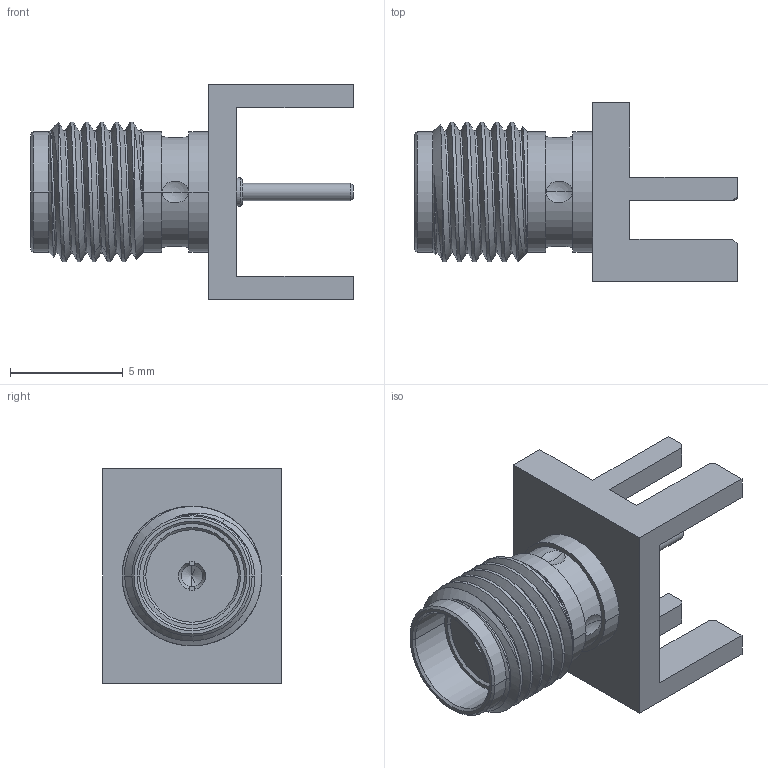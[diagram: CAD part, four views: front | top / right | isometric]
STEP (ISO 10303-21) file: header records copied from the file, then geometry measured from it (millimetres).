
FILE_DESCRIPTION((''),'2;1');
FILE_NAME('SMA6251A1-122-3GT50G-_SW0001','2020-01-13T',('Krishnaprasath'),(''),'CREO PARAMETRIC BY PTC INC, 2018360','CREO PARAMETRIC BY PTC INC, 2018360','');
FILE_SCHEMA(('CONFIG_CONTROL_DESIGN'));
Length unit declared in the file: millimetre
Products named in the file (1): SMA6251A1-122-3GT50G-_SW0001
Bounding box: 14.28 x 7.92 x 9.52 mm (x, y, z)
Volume: 281.8 mm3; surface area: 544.2 mm2
Topology: 1 solids, 1 shells, 104 faces, 267 edges, 166 vertices
Faces by surface type: plane 40, cylinder 28, cone 20, sphere 8, bspline 8
Entity records: 6055 total; most frequent: CARTESIAN_POINT 3597, ORIENTED_EDGE 514, DIRECTION 474, EDGE_CURVE 257, AXIS2_PLACEMENT_3D 168, VERTEX_POINT 166, VECTOR 138, LINE 138
